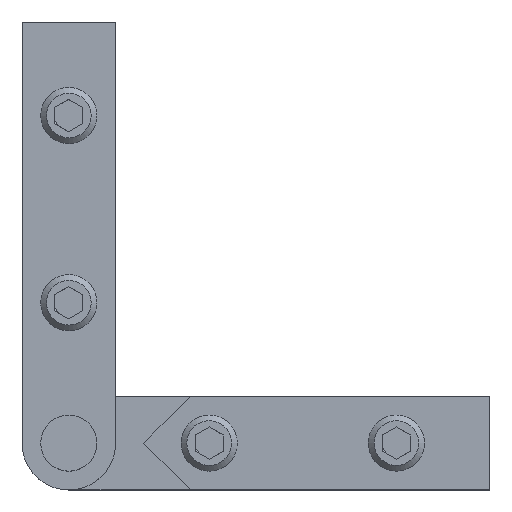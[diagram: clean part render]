
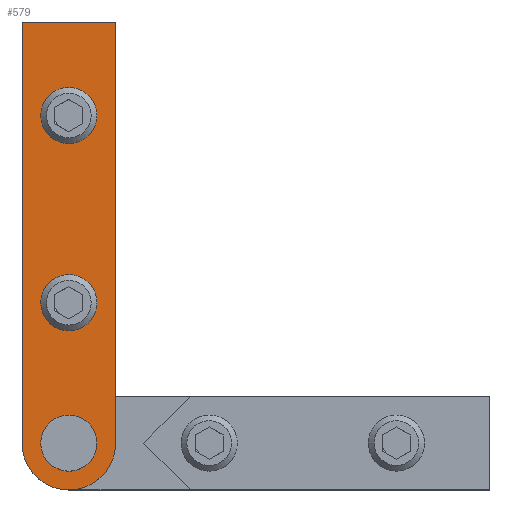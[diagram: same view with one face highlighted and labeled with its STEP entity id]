
A CAD part, top view. The second image highlights one B-rep face of the part: STEP entity #579.
In plain terms, the highlighted face is planar.
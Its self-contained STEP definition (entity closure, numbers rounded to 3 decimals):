
#62=FACE_BOUND('',#134,.T.);
#63=FACE_BOUND('',#135,.T.);
#64=FACE_BOUND('',#136,.T.);
#76=PLANE('',#720);
#100=FACE_OUTER_BOUND('',#133,.T.);
#133=EDGE_LOOP('',(#455,#456,#457,#458));
#134=EDGE_LOOP('',(#459,#460));
#135=EDGE_LOOP('',(#461,#462));
#136=EDGE_LOOP('',(#463));
#175=LINE('',#1001,#217);
#182=LINE('',#1018,#224);
#184=LINE('',#1021,#226);
#217=VECTOR('',#814,45.);
#224=VECTOR('',#831,45.);
#226=VECTOR('',#835,10.);
#247=CIRCLE('',#701,2.459);
#248=CIRCLE('',#702,2.459);
#250=CIRCLE('',#705,2.459);
#251=CIRCLE('',#706,2.459);
#255=CIRCLE('',#715,5.);
#256=CIRCLE('',#717,2.);
#276=VERTEX_POINT('',#959);
#277=VERTEX_POINT('',#960);
#279=VERTEX_POINT('',#967);
#280=VERTEX_POINT('',#968);
#291=VERTEX_POINT('',#998);
#292=VERTEX_POINT('',#1000);
#294=VERTEX_POINT('',#1006);
#295=VERTEX_POINT('',#1010);
#297=VERTEX_POINT('',#1016);
#330=EDGE_CURVE('',#276,#277,#247,.T.);
#331=EDGE_CURVE('',#277,#276,#248,.T.);
#334=EDGE_CURVE('',#279,#280,#250,.T.);
#335=EDGE_CURVE('',#280,#279,#251,.T.);
#350=EDGE_CURVE('',#291,#292,#175,.T.);
#354=EDGE_CURVE('',#294,#291,#255,.T.);
#355=EDGE_CURVE('',#295,#295,#256,.T.);
#359=EDGE_CURVE('',#297,#294,#182,.T.);
#361=EDGE_CURVE('',#292,#297,#184,.T.);
#455=ORIENTED_EDGE('',*,*,#354,.F.);
#456=ORIENTED_EDGE('',*,*,#359,.F.);
#457=ORIENTED_EDGE('',*,*,#361,.F.);
#458=ORIENTED_EDGE('',*,*,#350,.F.);
#459=ORIENTED_EDGE('',*,*,#330,.T.);
#460=ORIENTED_EDGE('',*,*,#331,.T.);
#461=ORIENTED_EDGE('',*,*,#334,.T.);
#462=ORIENTED_EDGE('',*,*,#335,.T.);
#463=ORIENTED_EDGE('',*,*,#355,.T.);
#579=ADVANCED_FACE('',(#100,#62,#63,#64),#76,.F.);
#701=AXIS2_PLACEMENT_3D('',#961,#776,#777);
#702=AXIS2_PLACEMENT_3D('',#962,#778,#779);
#705=AXIS2_PLACEMENT_3D('',#969,#785,#786);
#706=AXIS2_PLACEMENT_3D('',#970,#787,#788);
#715=AXIS2_PLACEMENT_3D('',#1008,#820,#821);
#717=AXIS2_PLACEMENT_3D('',#1011,#824,#825);
#720=AXIS2_PLACEMENT_3D('',#1022,#836,#837);
#776=DIRECTION('center_axis',(0.,0.,1.));
#777=DIRECTION('ref_axis',(1.,0.,0.));
#778=DIRECTION('center_axis',(0.,0.,1.));
#779=DIRECTION('ref_axis',(1.,0.,0.));
#785=DIRECTION('center_axis',(0.,0.,1.));
#786=DIRECTION('ref_axis',(1.,0.,0.));
#787=DIRECTION('center_axis',(0.,0.,1.));
#788=DIRECTION('ref_axis',(1.,0.,0.));
#814=DIRECTION('',(1.,0.,0.));
#820=DIRECTION('center_axis',(0.,0.,1.));
#821=DIRECTION('ref_axis',(0.,1.,0.));
#824=DIRECTION('center_axis',(0.,0.,1.));
#825=DIRECTION('ref_axis',(-1.,0.,0.));
#831=DIRECTION('',(-1.,0.,0.));
#835=DIRECTION('',(0.,1.,0.));
#836=DIRECTION('center_axis',(0.,0.,1.));
#837=DIRECTION('ref_axis',(1.,0.,0.));
#959=CARTESIAN_POINT('',(12.542,0.,0.));
#960=CARTESIAN_POINT('',(17.459,0.,0.));
#961=CARTESIAN_POINT('Origin',(15.,0.,0.));
#962=CARTESIAN_POINT('Origin',(15.,0.,0.));
#967=CARTESIAN_POINT('',(32.542,0.,0.));
#968=CARTESIAN_POINT('',(37.459,0.,0.));
#969=CARTESIAN_POINT('Origin',(35.,0.,0.));
#970=CARTESIAN_POINT('Origin',(35.,0.,0.));
#998=CARTESIAN_POINT('',(0.,-5.,0.));
#1000=CARTESIAN_POINT('',(45.,-5.,0.));
#1001=CARTESIAN_POINT('',(0.,-5.,0.));
#1006=CARTESIAN_POINT('',(0.,5.,0.));
#1008=CARTESIAN_POINT('Origin',(0.,0.,0.));
#1010=CARTESIAN_POINT('',(2.,0.,0.));
#1011=CARTESIAN_POINT('Origin',(0.,0.,0.));
#1016=CARTESIAN_POINT('',(45.,5.,0.));
#1018=CARTESIAN_POINT('',(45.,5.,0.));
#1021=CARTESIAN_POINT('',(45.,-5.,0.));
#1022=CARTESIAN_POINT('Origin',(21.,0.,0.));
